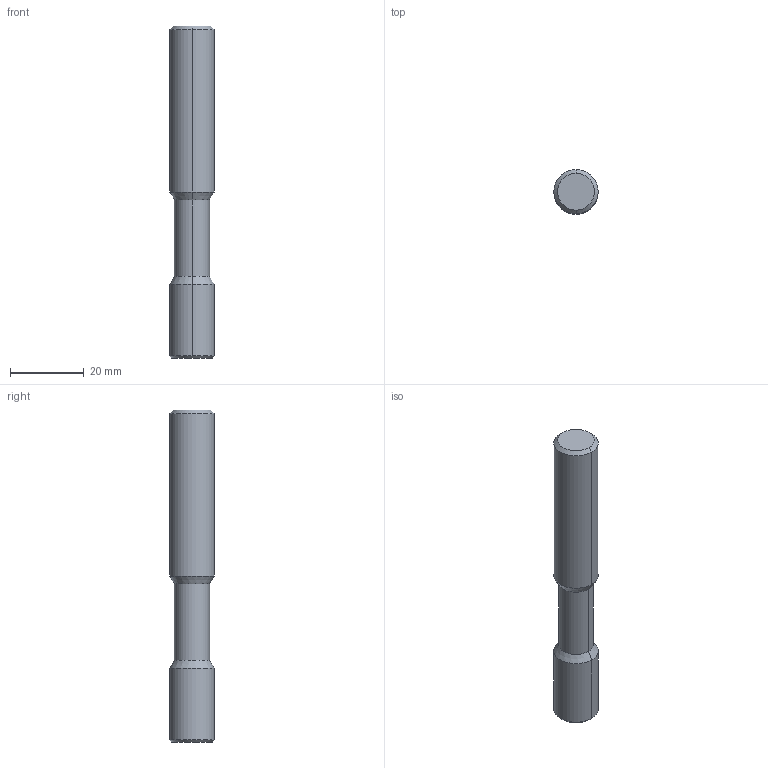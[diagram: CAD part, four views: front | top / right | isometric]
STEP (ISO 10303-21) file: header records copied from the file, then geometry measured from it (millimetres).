
FILE_DESCRIPTION((''),'2;1');
FILE_NAME('608017840-000-00-E43','2023-11-13T15:36:03',('gantert'),(''),'CREO PARAMETRIC BY PTC INC, 2021184','CREO PARAMETRIC BY PTC INC, 2021184','');
FILE_SCHEMA(('AP242_MANAGED_MODEL_BASED_3D_ENGINEERING_MIM_LF { 1 0 10303 442 1 1 4 }'));
Length unit declared in the file: millimetre
Products named in the file (1): 608017840-000-00-E43
Bounding box: 12.02 x 12.02 x 90 mm (x, y, z)
Volume: 9195.4 mm3; surface area: 3428.1 mm2
Topology: 1 solids, 1 shells, 16 faces, 32 edges, 19 vertices
Faces by surface type: cone 8, cylinder 6, plane 2
Entity records: 923 total; most frequent: DIRECTION 89, CARTESIAN_POINT 72, ORIENTED_EDGE 60, PROPERTY_DEFINITION 45, COLOUR_RGB 44, REPRESENTATION 44, PROPERTY_DEFINITION_REPRESENTATION 44, PRESENTATION_STYLE_ASSIGNMENT 41
